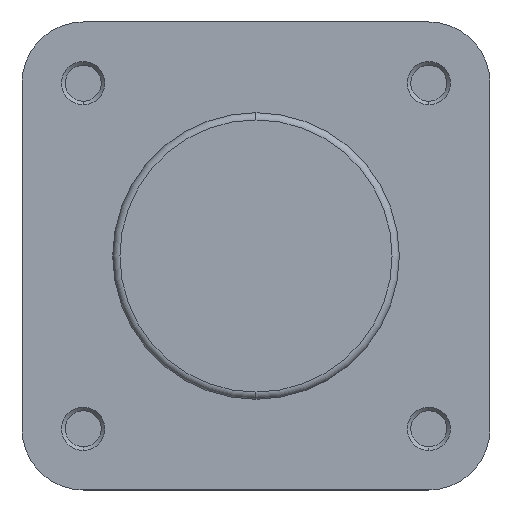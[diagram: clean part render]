
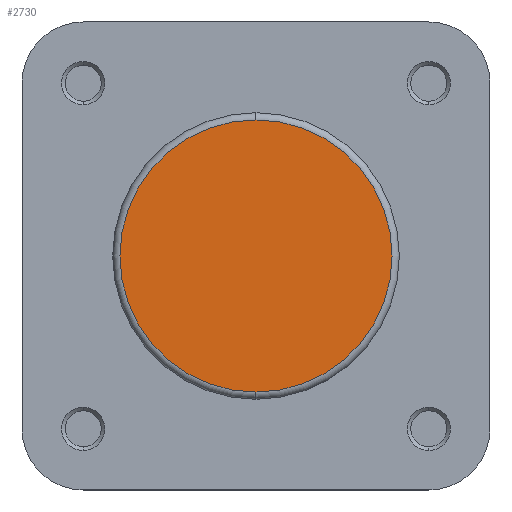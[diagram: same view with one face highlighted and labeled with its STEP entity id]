
A CAD part, left-side view. The second image highlights one B-rep face of the part: STEP entity #2730.
In plain terms, the highlighted planar face has unit normal (-1, 0, 0).
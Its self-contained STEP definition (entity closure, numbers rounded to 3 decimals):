
#99 = EDGE_LOOP ( 'NONE', ( #2432, #2429 ) ) ;
#496 = FACE_OUTER_BOUND ( 'NONE', #99, .T. ) ;
#783 = CIRCLE ( 'NONE', #5896, 18.9 ) ;
#823 = CIRCLE ( 'NONE', #5909, 18.9 ) ;
#2429 = ORIENTED_EDGE ( 'NONE', *, *, #5308, .T. ) ;
#2432 = ORIENTED_EDGE ( 'NONE', *, *, #5280, .T. ) ;
#2730 = ADVANCED_FACE ( 'NONE', ( #496 ), #3332, .F. ) ;
#3332 = PLANE ( 'NONE',  #5776 ) ;
#3336 = CARTESIAN_POINT ( 'NONE',  ( 21., 19.9, 0. ) ) ;
#3344 = DIRECTION ( 'NONE',  ( 1., 0., 0. ) ) ;
#3345 = DIRECTION ( 'NONE',  ( 0., 0., -1. ) ) ;
#3524 = CARTESIAN_POINT ( 'NONE',  ( 21., 0., 18.9 ) ) ;
#3555 = CARTESIAN_POINT ( 'NONE',  ( 21., 0., -18.9 ) ) ;
#4173 = CARTESIAN_POINT ( 'NONE',  ( 21., 0., 0. ) ) ;
#4180 = DIRECTION ( 'NONE',  ( -1., 0., 0. ) ) ;
#4181 = DIRECTION ( 'NONE',  ( 0., 0., -1. ) ) ;
#4248 = CARTESIAN_POINT ( 'NONE',  ( 21., 0., 0. ) ) ;
#4250 = DIRECTION ( 'NONE',  ( -1., 0., 0. ) ) ;
#4251 = DIRECTION ( 'NONE',  ( 0., 0., -1. ) ) ;
#4589 = VERTEX_POINT ( 'NONE', #3524 ) ;
#4652 = VERTEX_POINT ( 'NONE', #3555 ) ;
#5280 = EDGE_CURVE ( 'NONE', #4652, #4589, #783, .T. ) ;
#5308 = EDGE_CURVE ( 'NONE', #4589, #4652, #823, .T. ) ;
#5776 = AXIS2_PLACEMENT_3D ( 'NONE', #3336, #3344, #3345 ) ;
#5896 = AXIS2_PLACEMENT_3D ( 'NONE', #4173, #4180, #4181 ) ;
#5909 = AXIS2_PLACEMENT_3D ( 'NONE', #4248, #4250, #4251 ) ;
